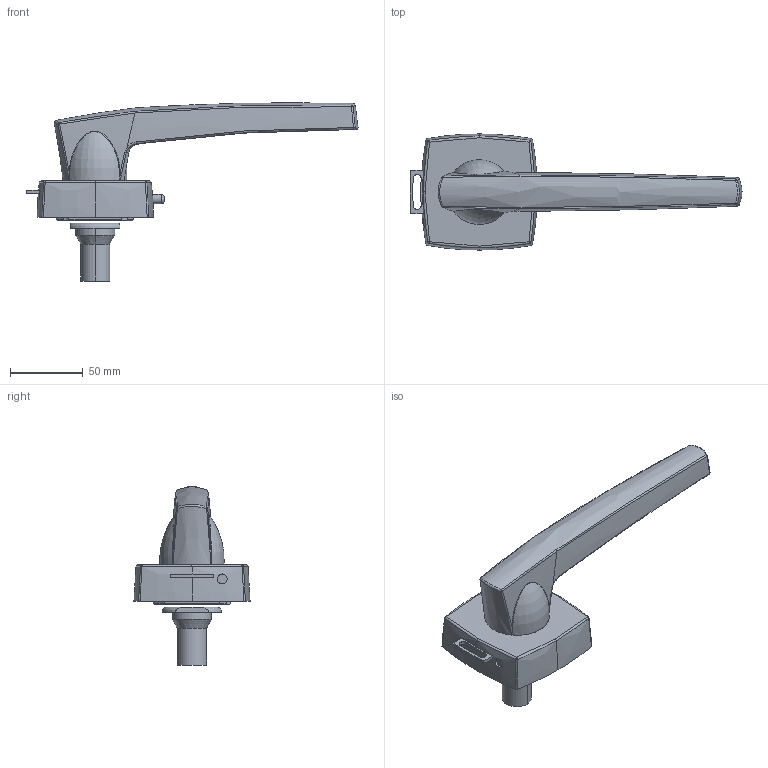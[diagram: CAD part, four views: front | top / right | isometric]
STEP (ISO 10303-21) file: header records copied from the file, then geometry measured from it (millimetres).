
FILE_DESCRIPTION (( 'STEP AP214' ), '1' );
FILE_NAME ('EQ-10.STEP', '2017-06-07T18:21:35', ( '' ), ( '' ), 'SwSTEP 2.0', 'SolidWorks 2017', '' );
FILE_SCHEMA (( 'AUTOMOTIVE_DESIGN' ));
Length unit declared in the file: millimetre
Products named in the file (2): EQ-10; EQ-10-1
Assembly tree (1 placements, depth 2):
  EQ-10
    EQ-10-1
Bounding box: 228.64 x 80 x 122.73 mm (x, y, z)
Volume: 161817.3 mm3; surface area: 93352 mm2
Topology: 2 solids, 2 shells, 592 faces, 1558 edges, 980 vertices
Faces by surface type: plane 269, cylinder 140, bspline 110, torus 34, cone 25, sphere 14
Entity records: 29847 total; most frequent: CARTESIAN_POINT 12997, ORIENTED_EDGE 3104, DIRECTION 2513, EDGE_CURVE 1552, VERTEX_POINT 980, AXIS2_PLACEMENT_3D 924, LINE 665, VECTOR 665
